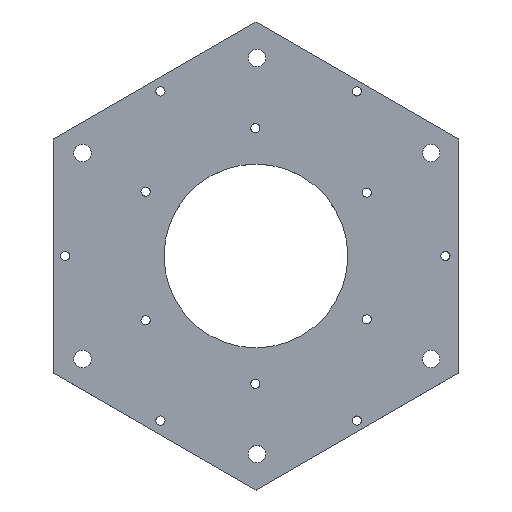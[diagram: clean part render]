
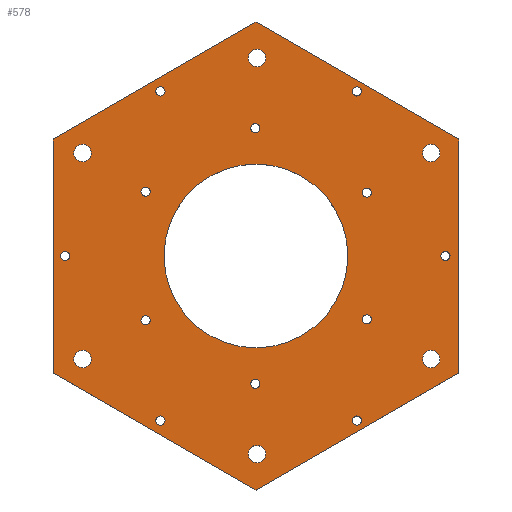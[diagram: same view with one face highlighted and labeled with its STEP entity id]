
A CAD part, top view. The second image highlights one B-rep face of the part: STEP entity #578.
In plain terms, the highlighted planar face has unit normal (0, 0, 1).
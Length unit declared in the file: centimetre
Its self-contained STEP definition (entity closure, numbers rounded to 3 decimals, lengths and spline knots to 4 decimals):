
#15=FACE_BOUND('',#108,.T.);
#16=FACE_BOUND('',#109,.T.);
#17=FACE_BOUND('',#110,.T.);
#18=FACE_BOUND('',#111,.T.);
#19=FACE_BOUND('',#112,.T.);
#20=FACE_BOUND('',#113,.T.);
#21=FACE_BOUND('',#114,.T.);
#22=FACE_BOUND('',#115,.T.);
#23=FACE_BOUND('',#116,.T.);
#24=FACE_BOUND('',#117,.T.);
#25=FACE_BOUND('',#118,.T.);
#26=FACE_BOUND('',#119,.T.);
#27=FACE_BOUND('',#120,.T.);
#28=FACE_BOUND('',#121,.T.);
#29=FACE_BOUND('',#122,.T.);
#30=FACE_BOUND('',#123,.T.);
#31=FACE_BOUND('',#124,.T.);
#32=FACE_BOUND('',#125,.T.);
#33=FACE_BOUND('',#126,.T.);
#53=PLANE('',#645);
#80=FACE_OUTER_BOUND('',#107,.T.);
#107=EDGE_LOOP('',(#466,#467,#468,#469,#470,#471));
#108=EDGE_LOOP('',(#472));
#109=EDGE_LOOP('',(#473));
#110=EDGE_LOOP('',(#474));
#111=EDGE_LOOP('',(#475));
#112=EDGE_LOOP('',(#476));
#113=EDGE_LOOP('',(#477));
#114=EDGE_LOOP('',(#478));
#115=EDGE_LOOP('',(#479));
#116=EDGE_LOOP('',(#480));
#117=EDGE_LOOP('',(#481));
#118=EDGE_LOOP('',(#482));
#119=EDGE_LOOP('',(#483));
#120=EDGE_LOOP('',(#484));
#121=EDGE_LOOP('',(#485));
#122=EDGE_LOOP('',(#486));
#123=EDGE_LOOP('',(#487));
#124=EDGE_LOOP('',(#488));
#125=EDGE_LOOP('',(#489));
#126=EDGE_LOOP('',(#490));
#172=LINE('',#940,#209);
#173=LINE('',#942,#210);
#174=LINE('',#944,#211);
#175=LINE('',#946,#212);
#176=LINE('',#948,#213);
#177=LINE('',#949,#214);
#209=VECTOR('',#790,1.);
#210=VECTOR('',#791,1.);
#211=VECTOR('',#792,1.);
#212=VECTOR('',#793,1.);
#213=VECTOR('',#794,1.);
#214=VECTOR('',#795,1.);
#227=CIRCLE('',#589,0.145);
#229=CIRCLE('',#592,0.145);
#231=CIRCLE('',#595,0.145);
#233=CIRCLE('',#598,0.2747);
#235=CIRCLE('',#601,0.2747);
#237=CIRCLE('',#604,0.2747);
#239=CIRCLE('',#607,0.2747);
#241=CIRCLE('',#610,0.2747);
#243=CIRCLE('',#613,0.2747);
#245=CIRCLE('',#616,0.145);
#247=CIRCLE('',#619,0.145);
#249=CIRCLE('',#622,0.145);
#251=CIRCLE('',#625,0.1453);
#253=CIRCLE('',#628,2.8997);
#255=CIRCLE('',#631,0.1449);
#257=CIRCLE('',#634,0.1449);
#259=CIRCLE('',#637,0.1447);
#261=CIRCLE('',#640,0.1446);
#263=CIRCLE('',#643,0.1448);
#265=VERTEX_POINT('',#824);
#267=VERTEX_POINT('',#830);
#269=VERTEX_POINT('',#836);
#271=VERTEX_POINT('',#842);
#273=VERTEX_POINT('',#848);
#275=VERTEX_POINT('',#854);
#277=VERTEX_POINT('',#860);
#279=VERTEX_POINT('',#866);
#281=VERTEX_POINT('',#872);
#283=VERTEX_POINT('',#878);
#285=VERTEX_POINT('',#884);
#287=VERTEX_POINT('',#890);
#289=VERTEX_POINT('',#896);
#291=VERTEX_POINT('',#902);
#293=VERTEX_POINT('',#908);
#295=VERTEX_POINT('',#914);
#297=VERTEX_POINT('',#920);
#299=VERTEX_POINT('',#926);
#301=VERTEX_POINT('',#932);
#303=VERTEX_POINT('',#938);
#304=VERTEX_POINT('',#939);
#305=VERTEX_POINT('',#941);
#306=VERTEX_POINT('',#943);
#307=VERTEX_POINT('',#945);
#308=VERTEX_POINT('',#947);
#315=EDGE_CURVE('',#265,#265,#227,.T.);
#318=EDGE_CURVE('',#267,#267,#229,.T.);
#321=EDGE_CURVE('',#269,#269,#231,.T.);
#324=EDGE_CURVE('',#271,#271,#233,.T.);
#327=EDGE_CURVE('',#273,#273,#235,.T.);
#330=EDGE_CURVE('',#275,#275,#237,.T.);
#333=EDGE_CURVE('',#277,#277,#239,.T.);
#336=EDGE_CURVE('',#279,#279,#241,.T.);
#339=EDGE_CURVE('',#281,#281,#243,.T.);
#342=EDGE_CURVE('',#283,#283,#245,.T.);
#345=EDGE_CURVE('',#285,#285,#247,.T.);
#348=EDGE_CURVE('',#287,#287,#249,.T.);
#351=EDGE_CURVE('',#289,#289,#251,.T.);
#354=EDGE_CURVE('',#291,#291,#253,.T.);
#357=EDGE_CURVE('',#293,#293,#255,.T.);
#360=EDGE_CURVE('',#295,#295,#257,.T.);
#363=EDGE_CURVE('',#297,#297,#259,.T.);
#366=EDGE_CURVE('',#299,#299,#261,.T.);
#369=EDGE_CURVE('',#301,#301,#263,.T.);
#372=EDGE_CURVE('',#303,#304,#172,.T.);
#373=EDGE_CURVE('',#304,#305,#173,.T.);
#374=EDGE_CURVE('',#305,#306,#174,.T.);
#375=EDGE_CURVE('',#306,#307,#175,.T.);
#376=EDGE_CURVE('',#307,#308,#176,.T.);
#377=EDGE_CURVE('',#308,#303,#177,.T.);
#466=ORIENTED_EDGE('',*,*,#372,.T.);
#467=ORIENTED_EDGE('',*,*,#373,.T.);
#468=ORIENTED_EDGE('',*,*,#374,.T.);
#469=ORIENTED_EDGE('',*,*,#375,.T.);
#470=ORIENTED_EDGE('',*,*,#376,.T.);
#471=ORIENTED_EDGE('',*,*,#377,.T.);
#472=ORIENTED_EDGE('',*,*,#315,.T.);
#473=ORIENTED_EDGE('',*,*,#318,.T.);
#474=ORIENTED_EDGE('',*,*,#321,.T.);
#475=ORIENTED_EDGE('',*,*,#324,.T.);
#476=ORIENTED_EDGE('',*,*,#327,.T.);
#477=ORIENTED_EDGE('',*,*,#330,.T.);
#478=ORIENTED_EDGE('',*,*,#333,.T.);
#479=ORIENTED_EDGE('',*,*,#336,.T.);
#480=ORIENTED_EDGE('',*,*,#339,.T.);
#481=ORIENTED_EDGE('',*,*,#342,.T.);
#482=ORIENTED_EDGE('',*,*,#345,.T.);
#483=ORIENTED_EDGE('',*,*,#348,.T.);
#484=ORIENTED_EDGE('',*,*,#351,.T.);
#485=ORIENTED_EDGE('',*,*,#354,.T.);
#486=ORIENTED_EDGE('',*,*,#357,.T.);
#487=ORIENTED_EDGE('',*,*,#360,.T.);
#488=ORIENTED_EDGE('',*,*,#363,.T.);
#489=ORIENTED_EDGE('',*,*,#366,.T.);
#490=ORIENTED_EDGE('',*,*,#369,.T.);
#578=ADVANCED_FACE('',(#80,#15,#16,#17,#18,#19,#20,#21,#22,#23,#24,#25,
#26,#27,#28,#29,#30,#31,#32,#33),#53,.T.);
#589=AXIS2_PLACEMENT_3D('',#825,#657,#658);
#592=AXIS2_PLACEMENT_3D('',#831,#664,#665);
#595=AXIS2_PLACEMENT_3D('',#837,#671,#672);
#598=AXIS2_PLACEMENT_3D('',#843,#678,#679);
#601=AXIS2_PLACEMENT_3D('',#849,#685,#686);
#604=AXIS2_PLACEMENT_3D('',#855,#692,#693);
#607=AXIS2_PLACEMENT_3D('',#861,#699,#700);
#610=AXIS2_PLACEMENT_3D('',#867,#706,#707);
#613=AXIS2_PLACEMENT_3D('',#873,#713,#714);
#616=AXIS2_PLACEMENT_3D('',#879,#720,#721);
#619=AXIS2_PLACEMENT_3D('',#885,#727,#728);
#622=AXIS2_PLACEMENT_3D('',#891,#734,#735);
#625=AXIS2_PLACEMENT_3D('',#897,#741,#742);
#628=AXIS2_PLACEMENT_3D('',#903,#748,#749);
#631=AXIS2_PLACEMENT_3D('',#909,#755,#756);
#634=AXIS2_PLACEMENT_3D('',#915,#762,#763);
#637=AXIS2_PLACEMENT_3D('',#921,#769,#770);
#640=AXIS2_PLACEMENT_3D('',#927,#776,#777);
#643=AXIS2_PLACEMENT_3D('',#933,#783,#784);
#645=AXIS2_PLACEMENT_3D('',#937,#788,#789);
#657=DIRECTION('center_axis',(0.,0.,-1.));
#658=DIRECTION('ref_axis',(-1.,0.,0.));
#664=DIRECTION('center_axis',(0.,0.,-1.));
#665=DIRECTION('ref_axis',(-1.,0.,0.));
#671=DIRECTION('center_axis',(0.,0.,-1.));
#672=DIRECTION('ref_axis',(-1.,0.,0.));
#678=DIRECTION('center_axis',(0.,0.,-1.));
#679=DIRECTION('ref_axis',(-1.,0.,0.));
#685=DIRECTION('center_axis',(0.,0.,-1.));
#686=DIRECTION('ref_axis',(-1.,0.,0.));
#692=DIRECTION('center_axis',(0.,0.,-1.));
#693=DIRECTION('ref_axis',(-1.,0.,0.));
#699=DIRECTION('center_axis',(0.,0.,-1.));
#700=DIRECTION('ref_axis',(-1.,0.,0.));
#706=DIRECTION('center_axis',(0.,0.,-1.));
#707=DIRECTION('ref_axis',(-1.,0.,0.));
#713=DIRECTION('center_axis',(0.,0.,-1.));
#714=DIRECTION('ref_axis',(-1.,0.,0.));
#720=DIRECTION('center_axis',(0.,0.,-1.));
#721=DIRECTION('ref_axis',(-1.,0.,0.));
#727=DIRECTION('center_axis',(0.,0.,-1.));
#728=DIRECTION('ref_axis',(-1.,0.,0.));
#734=DIRECTION('center_axis',(0.,0.,-1.));
#735=DIRECTION('ref_axis',(-1.,0.,0.));
#741=DIRECTION('center_axis',(0.,0.,-1.));
#742=DIRECTION('ref_axis',(-1.,0.,0.));
#748=DIRECTION('center_axis',(0.,0.,-1.));
#749=DIRECTION('ref_axis',(-1.,0.,0.));
#755=DIRECTION('center_axis',(0.,0.,-1.));
#756=DIRECTION('ref_axis',(-1.,0.,0.));
#762=DIRECTION('center_axis',(0.,0.,-1.));
#763=DIRECTION('ref_axis',(-1.,0.,0.));
#769=DIRECTION('center_axis',(0.,0.,-1.));
#770=DIRECTION('ref_axis',(-1.,0.,0.));
#776=DIRECTION('center_axis',(0.,0.,-1.));
#777=DIRECTION('ref_axis',(-1.,0.,0.));
#783=DIRECTION('center_axis',(0.,0.,-1.));
#784=DIRECTION('ref_axis',(-1.,0.,0.));
#788=DIRECTION('center_axis',(0.,0.,1.));
#789=DIRECTION('ref_axis',(1.,0.,0.));
#790=DIRECTION('',(0.,1.,0.));
#791=DIRECTION('',(-0.866,0.5,0.));
#792=DIRECTION('',(-0.866,-0.5,0.));
#793=DIRECTION('',(0.,-1.,0.));
#794=DIRECTION('',(0.866,-0.5,0.));
#795=DIRECTION('',(0.866,0.5,0.));
#824=CARTESIAN_POINT('',(-12.2717,0.,0.5));
#825=CARTESIAN_POINT('Origin',(-12.4167,0.,0.5));
#830=CARTESIAN_POINT('',(-3.0625,-5.1925,0.5));
#831=CARTESIAN_POINT('Origin',(-3.2075,-5.1925,0.5));
#836=CARTESIAN_POINT('',(-3.0625,5.1925,0.5));
#837=CARTESIAN_POINT('Origin',(-3.2075,5.1925,0.5));
#842=CARTESIAN_POINT('',(-0.5906,3.2476,0.5));
#843=CARTESIAN_POINT('Origin',(-0.8653,3.2476,0.5));
#848=CARTESIAN_POINT('',(-6.0906,-6.2524,0.5));
#849=CARTESIAN_POINT('Origin',(-6.3653,-6.2524,0.5));
#854=CARTESIAN_POINT('',(-11.5906,3.2476,0.5));
#855=CARTESIAN_POINT('Origin',(-11.8653,3.2476,0.5));
#860=CARTESIAN_POINT('',(-11.5906,-3.2524,0.5));
#861=CARTESIAN_POINT('Origin',(-11.8653,-3.2524,0.5));
#866=CARTESIAN_POINT('',(-0.5906,-3.2524,0.5));
#867=CARTESIAN_POINT('Origin',(-0.8653,-3.2524,0.5));
#872=CARTESIAN_POINT('',(-6.0906,6.2476,0.5));
#873=CARTESIAN_POINT('Origin',(-6.3653,6.2476,0.5));
#878=CARTESIAN_POINT('',(-0.2717,0.,0.5));
#879=CARTESIAN_POINT('Origin',(-0.4167,0.,0.5));
#884=CARTESIAN_POINT('',(-9.2625,-5.1925,0.5));
#885=CARTESIAN_POINT('Origin',(-9.4075,-5.1925,0.5));
#890=CARTESIAN_POINT('',(-9.2625,5.1925,0.5));
#891=CARTESIAN_POINT('Origin',(-9.4075,5.1925,0.5));
#896=CARTESIAN_POINT('',(-9.7322,-2.0311,0.5));
#897=CARTESIAN_POINT('Origin',(-9.8775,-2.0311,0.5));
#902=CARTESIAN_POINT('',(-3.4957,0.0004,0.5));
#903=CARTESIAN_POINT('Origin',(-6.3954,0.0004,0.5));
#908=CARTESIAN_POINT('',(-6.2681,-4.0315,0.5));
#909=CARTESIAN_POINT('Origin',(-6.413,-4.0315,0.5));
#914=CARTESIAN_POINT('',(-9.7323,2.0309,0.5));
#915=CARTESIAN_POINT('Origin',(-9.8772,2.0309,0.5));
#920=CARTESIAN_POINT('',(-2.7505,2.0001,0.5));
#921=CARTESIAN_POINT('Origin',(-2.8952,2.0001,0.5));
#926=CARTESIAN_POINT('',(-2.7503,-1.9998,0.5));
#927=CARTESIAN_POINT('Origin',(-2.8949,-1.9998,0.5));
#932=CARTESIAN_POINT('',(-6.2683,4.031,0.5));
#933=CARTESIAN_POINT('Origin',(-6.4131,4.031,0.5));
#937=CARTESIAN_POINT('Origin',(-6.3934,0.,0.5));
#938=CARTESIAN_POINT('',(0.,-3.6913,0.5));
#939=CARTESIAN_POINT('',(0.,3.6913,0.5));
#940=CARTESIAN_POINT('',(0.,-3.6913,0.5));
#941=CARTESIAN_POINT('',(-6.3934,7.3825,0.5));
#942=CARTESIAN_POINT('',(0.,3.6913,0.5));
#943=CARTESIAN_POINT('',(-12.7869,3.6913,0.5));
#944=CARTESIAN_POINT('',(-6.3934,7.3825,0.5));
#945=CARTESIAN_POINT('',(-12.7869,-3.6913,0.5));
#946=CARTESIAN_POINT('',(-12.7869,3.6913,0.5));
#947=CARTESIAN_POINT('',(-6.3934,-7.3825,0.5));
#948=CARTESIAN_POINT('',(-12.7869,-3.6913,0.5));
#949=CARTESIAN_POINT('',(-6.3934,-7.3825,0.5));
